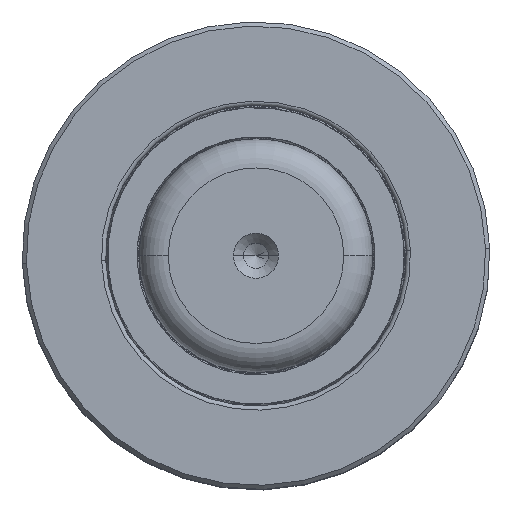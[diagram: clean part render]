
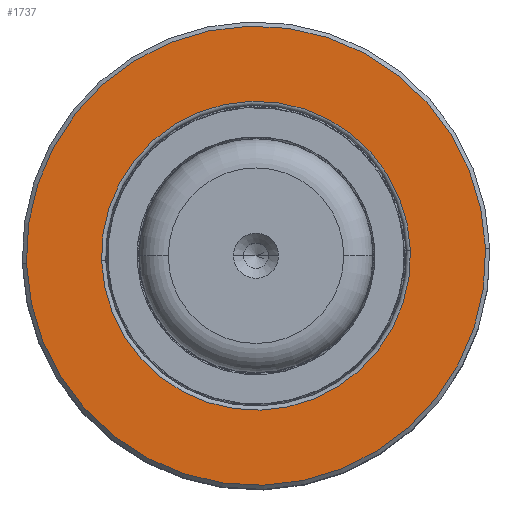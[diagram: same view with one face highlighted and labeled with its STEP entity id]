
A CAD part, top view. The second image highlights one B-rep face of the part: STEP entity #1737.
In plain terms, the highlighted face is planar.
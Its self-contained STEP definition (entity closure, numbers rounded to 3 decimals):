
#385 = AXIS2_PLACEMENT_3D ( 'NONE', #47675, #7839, #3409 ) ;
#1144 = DIRECTION ( 'NONE',  ( 0., -1., 0. ) ) ;
#1495 = CARTESIAN_POINT ( 'NONE',  ( 0., 33.687, 0. ) ) ;
#1737 = ADVANCED_FACE ( 'NONE', ( #9599, #20334 ), #22852, .T. ) ;
#2001 = EDGE_CURVE ( 'NONE', #4520, #21363, #22905, .T. ) ;
#2653 = CARTESIAN_POINT ( 'NONE',  ( 27.5, 33.687, 0. ) ) ;
#3409 = DIRECTION ( 'NONE',  ( 0., 0., -1. ) ) ;
#4520 = VERTEX_POINT ( 'NONE', #50922 ) ;
#4648 = AXIS2_PLACEMENT_3D ( 'NONE', #1495, #1144, #33538 ) ;
#7081 = DIRECTION ( 'NONE',  ( 0., 1., 0. ) ) ;
#7839 = DIRECTION ( 'NONE',  ( 0., -1., 0. ) ) ;
#9599 = FACE_BOUND ( 'NONE', #40437, .T. ) ;
#10210 = CARTESIAN_POINT ( 'NONE',  ( 0., 33.687, 0. ) ) ;
#10495 = AXIS2_PLACEMENT_3D ( 'NONE', #37312, #41909, #13065 ) ;
#12355 = CARTESIAN_POINT ( 'NONE',  ( 0., 33.687, -27.5 ) ) ;
#13065 = DIRECTION ( 'NONE',  ( 0., 0., -1. ) ) ;
#18167 = DIRECTION ( 'NONE',  ( 0., -1., 0. ) ) ;
#19610 = ORIENTED_EDGE ( 'NONE', *, *, #33499, .F. ) ;
#20334 = FACE_OUTER_BOUND ( 'NONE', #24765, .T. ) ;
#21363 = VERTEX_POINT ( 'NONE', #34424 ) ;
#21420 = ORIENTED_EDGE ( 'NONE', *, *, #2001, .T. ) ;
#22652 = AXIS2_PLACEMENT_3D ( 'NONE', #2653, #7081, #51004 ) ;
#22852 = PLANE ( 'NONE',  #22652 ) ;
#22905 = CIRCLE ( 'NONE', #10495, 18.5 ) ;
#24765 = EDGE_LOOP ( 'NONE', ( #48466, #19610 ) ) ;
#26297 = DIRECTION ( 'NONE',  ( 0., 0., -1. ) ) ;
#26812 = CIRCLE ( 'NONE', #4648, 27.5 ) ;
#29472 = CIRCLE ( 'NONE', #385, 18.5 ) ;
#30124 = VERTEX_POINT ( 'NONE', #50954 ) ;
#33277 = AXIS2_PLACEMENT_3D ( 'NONE', #10210, #18167, #26297 ) ;
#33499 = EDGE_CURVE ( 'NONE', #30124, #48898, #26812, .T. ) ;
#33538 = DIRECTION ( 'NONE',  ( 0., 0., -1. ) ) ;
#34424 = CARTESIAN_POINT ( 'NONE',  ( 0., 33.687, -18.5 ) ) ;
#37312 = CARTESIAN_POINT ( 'NONE',  ( 0., 33.687, 0. ) ) ;
#40437 = EDGE_LOOP ( 'NONE', ( #49771, #21420 ) ) ;
#41909 = DIRECTION ( 'NONE',  ( 0., -1., 0. ) ) ;
#43911 = EDGE_CURVE ( 'NONE', #21363, #4520, #29472, .T. ) ;
#45332 = EDGE_CURVE ( 'NONE', #48898, #30124, #52264, .T. ) ;
#47675 = CARTESIAN_POINT ( 'NONE',  ( 0., 33.687, 0. ) ) ;
#48466 = ORIENTED_EDGE ( 'NONE', *, *, #45332, .F. ) ;
#48898 = VERTEX_POINT ( 'NONE', #12355 ) ;
#49771 = ORIENTED_EDGE ( 'NONE', *, *, #43911, .T. ) ;
#50922 = CARTESIAN_POINT ( 'NONE',  ( 0., 33.687, 18.5 ) ) ;
#50954 = CARTESIAN_POINT ( 'NONE',  ( 0., 33.687, 27.5 ) ) ;
#51004 = DIRECTION ( 'NONE',  ( 0., 0., 1. ) ) ;
#52264 = CIRCLE ( 'NONE', #33277, 27.5 ) ;
